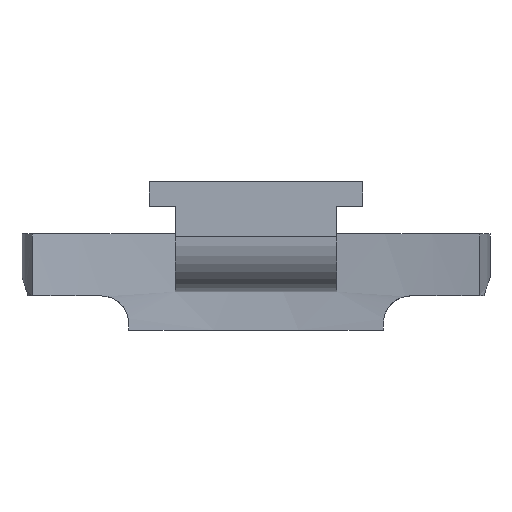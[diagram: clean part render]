
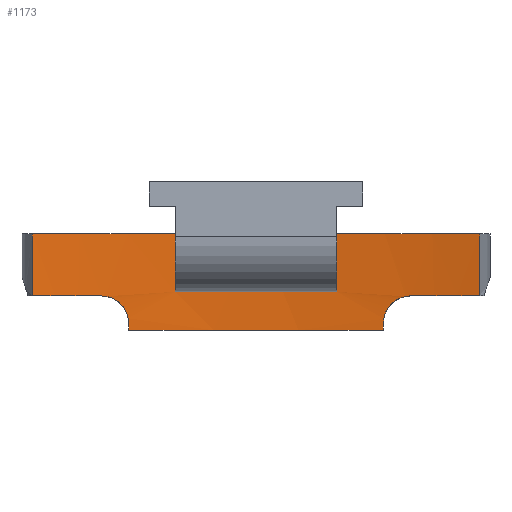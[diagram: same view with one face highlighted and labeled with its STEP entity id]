
A CAD part, front view. The second image highlights one B-rep face of the part: STEP entity #1173.
In plain terms, the highlighted cylindrical face has radius 150 mm (diameter 300 mm), a partial arc.
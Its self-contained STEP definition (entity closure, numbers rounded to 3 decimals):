
#43=B_SPLINE_CURVE_WITH_KNOTS('',3,(#1843,#1844,#1845,#1846,#1847,#1848,
#1849,#1850,#1851,#1852),.UNSPECIFIED.,.F.,.F.,(4,2,2,2,4),(-0.606,
-0.453,-0.301,-0.151,0.),
 .UNSPECIFIED.);
#44=B_SPLINE_CURVE_WITH_KNOTS('',3,(#1860,#1861,#1862,#1863,#1864,#1865,
#1866,#1867,#1868,#1869),.UNSPECIFIED.,.F.,.F.,(4,2,2,2,4),(1.212,
1.363,1.514,1.666,1.818),
 .UNSPECIFIED.);
#92=CIRCLE('',#1258,150.);
#97=CIRCLE('',#1265,150.);
#98=CIRCLE('',#1273,150.);
#100=CIRCLE('',#1281,150.);
#101=CIRCLE('',#1282,150.);
#102=CIRCLE('',#1283,150.);
#125=CYLINDRICAL_SURFACE('',#1280,150.);
#169=FACE_OUTER_BOUND('',#231,.T.);
#231=EDGE_LOOP('',(#952,#953,#954,#955,#956,#957,#958,#959,#960,#961,#962,
#963,#964,#965));
#280=LINE('',#1679,#386);
#331=LINE('',#1831,#437);
#334=LINE('',#1839,#440);
#335=LINE('',#1854,#441);
#336=LINE('',#1858,#442);
#337=LINE('',#1872,#443);
#386=VECTOR('',#1362,10.);
#437=VECTOR('',#1511,10.);
#440=VECTOR('',#1522,10.);
#441=VECTOR('',#1525,10.);
#442=VECTOR('',#1528,10.);
#443=VECTOR('',#1531,10.);
#488=VERTEX_POINT('',#1676);
#489=VERTEX_POINT('',#1678);
#530=VERTEX_POINT('',#1784);
#535=VERTEX_POINT('',#1798);
#536=VERTEX_POINT('',#1800);
#541=VERTEX_POINT('',#1824);
#542=VERTEX_POINT('',#1838);
#543=VERTEX_POINT('',#1840);
#544=VERTEX_POINT('',#1842);
#545=VERTEX_POINT('',#1853);
#546=VERTEX_POINT('',#1855);
#547=VERTEX_POINT('',#1857);
#548=VERTEX_POINT('',#1859);
#549=VERTEX_POINT('',#1870);
#610=EDGE_CURVE('',#489,#488,#280,.T.);
#663=EDGE_CURVE('',#489,#530,#92,.T.);
#671=EDGE_CURVE('',#535,#536,#97,.T.);
#684=EDGE_CURVE('',#488,#541,#98,.T.);
#687=EDGE_CURVE('',#541,#536,#331,.T.);
#690=EDGE_CURVE('',#542,#535,#334,.T.);
#691=EDGE_CURVE('',#542,#543,#100,.T.);
#692=EDGE_CURVE('',#543,#544,#43,.T.);
#693=EDGE_CURVE('',#544,#545,#335,.T.);
#694=EDGE_CURVE('',#545,#546,#101,.T.);
#695=EDGE_CURVE('',#546,#547,#336,.T.);
#696=EDGE_CURVE('',#547,#548,#44,.T.);
#697=EDGE_CURVE('',#548,#549,#102,.T.);
#698=EDGE_CURVE('',#549,#530,#337,.T.);
#952=ORIENTED_EDGE('',*,*,#610,.T.);
#953=ORIENTED_EDGE('',*,*,#684,.T.);
#954=ORIENTED_EDGE('',*,*,#687,.T.);
#955=ORIENTED_EDGE('',*,*,#671,.F.);
#956=ORIENTED_EDGE('',*,*,#690,.F.);
#957=ORIENTED_EDGE('',*,*,#691,.T.);
#958=ORIENTED_EDGE('',*,*,#692,.T.);
#959=ORIENTED_EDGE('',*,*,#693,.T.);
#960=ORIENTED_EDGE('',*,*,#694,.T.);
#961=ORIENTED_EDGE('',*,*,#695,.T.);
#962=ORIENTED_EDGE('',*,*,#696,.T.);
#963=ORIENTED_EDGE('',*,*,#697,.T.);
#964=ORIENTED_EDGE('',*,*,#698,.T.);
#965=ORIENTED_EDGE('',*,*,#663,.F.);
#1173=ADVANCED_FACE('',(#169),#125,.F.);
#1258=AXIS2_PLACEMENT_3D('',#1785,#1457,#1458);
#1265=AXIS2_PLACEMENT_3D('',#1801,#1474,#1475);
#1273=AXIS2_PLACEMENT_3D('',#1826,#1502,#1503);
#1280=AXIS2_PLACEMENT_3D('',#1837,#1520,#1521);
#1281=AXIS2_PLACEMENT_3D('',#1841,#1523,#1524);
#1282=AXIS2_PLACEMENT_3D('',#1856,#1526,#1527);
#1283=AXIS2_PLACEMENT_3D('',#1871,#1529,#1530);
#1362=DIRECTION('',(0.,0.,-1.));
#1457=DIRECTION('center_axis',(0.,0.,-1.));
#1458=DIRECTION('ref_axis',(-0.217,-0.976,0.));
#1474=DIRECTION('center_axis',(0.,0.,-1.));
#1475=DIRECTION('ref_axis',(-0.217,-0.976,0.));
#1502=DIRECTION('center_axis',(0.,0.,1.));
#1503=DIRECTION('ref_axis',(-0.217,-0.976,0.));
#1511=DIRECTION('',(0.,0.,1.));
#1520=DIRECTION('center_axis',(0.,0.,1.));
#1521=DIRECTION('ref_axis',(-0.217,-0.976,0.));
#1522=DIRECTION('',(0.,0.,1.));
#1523=DIRECTION('center_axis',(0.,0.,-1.));
#1524=DIRECTION('ref_axis',(-0.217,-0.976,0.));
#1525=DIRECTION('',(0.,0.,-1.));
#1526=DIRECTION('center_axis',(0.,0.,-1.));
#1527=DIRECTION('ref_axis',(-0.217,-0.976,0.));
#1528=DIRECTION('',(0.,0.,1.));
#1529=DIRECTION('center_axis',(0.,0.,-1.));
#1530=DIRECTION('ref_axis',(-0.217,-0.976,0.));
#1531=DIRECTION('',(0.,0.,1.));
#1676=CARTESIAN_POINT('',(11.75,-6.899,5.6));
#1678=CARTESIAN_POINT('',(11.75,-6.899,14.));
#1679=CARTESIAN_POINT('',(11.75,-6.899,0.));
#1784=CARTESIAN_POINT('',(32.496,-10.,14.));
#1785=CARTESIAN_POINT('Origin',(0.,-156.438,
14.));
#1798=CARTESIAN_POINT('',(-32.496,-10.,14.));
#1800=CARTESIAN_POINT('',(-11.75,-6.899,14.));
#1801=CARTESIAN_POINT('Origin',(0.,-156.438,
14.));
#1824=CARTESIAN_POINT('',(-11.75,-6.899,5.6));
#1826=CARTESIAN_POINT('Origin',(0.,-156.438,
5.6));
#1831=CARTESIAN_POINT('',(-11.75,-6.899,0.));
#1837=CARTESIAN_POINT('Origin',(0.,-156.438,
0.));
#1838=CARTESIAN_POINT('',(-32.496,-10.,5.));
#1839=CARTESIAN_POINT('',(-32.496,-10.,0.));
#1840=CARTESIAN_POINT('',(-22.5,-8.135,5.));
#1841=CARTESIAN_POINT('Origin',(0.,-156.438,
5.));
#1842=CARTESIAN_POINT('',(-18.5,-7.583,1.));
#1843=CARTESIAN_POINT('Ctrl Pts',(-22.5,-8.135,5.));
#1844=CARTESIAN_POINT('Ctrl Pts',(-21.998,-8.059,5.));
#1845=CARTESIAN_POINT('Ctrl Pts',(-21.462,-7.98,4.9));
#1846=CARTESIAN_POINT('Ctrl Pts',(-20.475,-7.841,4.49));
#1847=CARTESIAN_POINT('Ctrl Pts',(-20.023,-7.78,4.181));
#1848=CARTESIAN_POINT('Ctrl Pts',(-19.314,-7.686,3.469));
#1849=CARTESIAN_POINT('Ctrl Pts',(-19.007,-7.647,3.021));
#1850=CARTESIAN_POINT('Ctrl Pts',(-18.6,-7.595,2.037));
#1851=CARTESIAN_POINT('Ctrl Pts',(-18.5,-7.583,1.502));
#1852=CARTESIAN_POINT('Ctrl Pts',(-18.5,-7.583,1.));
#1853=CARTESIAN_POINT('',(-18.5,-7.583,0.));
#1854=CARTESIAN_POINT('',(-18.5,-7.583,0.));
#1855=CARTESIAN_POINT('',(18.5,-7.583,0.));
#1856=CARTESIAN_POINT('Origin',(0.,-156.438,
0.));
#1857=CARTESIAN_POINT('',(18.5,-7.583,1.));
#1858=CARTESIAN_POINT('',(18.5,-7.583,0.));
#1859=CARTESIAN_POINT('',(22.5,-8.135,5.));
#1860=CARTESIAN_POINT('Ctrl Pts',(18.5,-7.583,1.));
#1861=CARTESIAN_POINT('Ctrl Pts',(18.5,-7.583,1.502));
#1862=CARTESIAN_POINT('Ctrl Pts',(18.6,-7.595,2.037));
#1863=CARTESIAN_POINT('Ctrl Pts',(19.007,-7.647,3.021));
#1864=CARTESIAN_POINT('Ctrl Pts',(19.314,-7.686,3.469));
#1865=CARTESIAN_POINT('Ctrl Pts',(20.023,-7.78,4.181));
#1866=CARTESIAN_POINT('Ctrl Pts',(20.475,-7.841,4.49));
#1867=CARTESIAN_POINT('Ctrl Pts',(21.462,-7.98,4.9));
#1868=CARTESIAN_POINT('Ctrl Pts',(21.998,-8.059,5.));
#1869=CARTESIAN_POINT('Ctrl Pts',(22.5,-8.135,5.));
#1870=CARTESIAN_POINT('',(32.496,-10.,5.));
#1871=CARTESIAN_POINT('Origin',(0.,-156.438,
5.));
#1872=CARTESIAN_POINT('',(32.496,-10.,0.));
